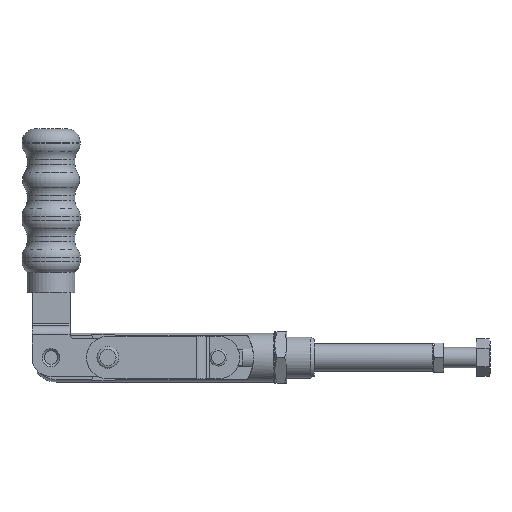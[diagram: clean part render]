
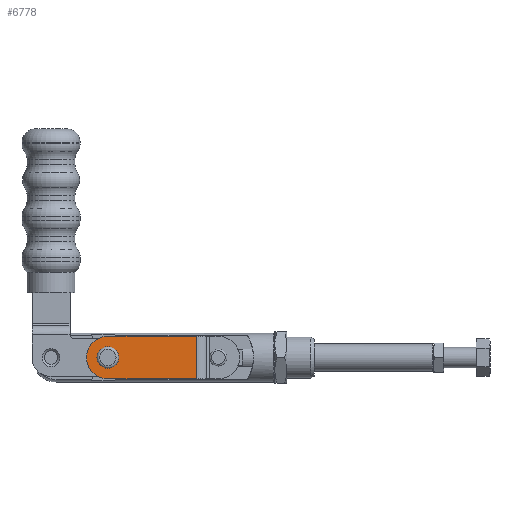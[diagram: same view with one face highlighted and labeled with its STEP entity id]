
A CAD part, top view. The second image highlights one B-rep face of the part: STEP entity #6778.
In plain terms, the highlighted planar face has unit normal (0, 0, 1).
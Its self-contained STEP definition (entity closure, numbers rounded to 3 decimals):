
#1258=CIRCLE('',#7563,5.025);
#1264=CIRCLE('',#7572,12.5);
#1944=VERTEX_POINT('',#10720);
#1948=VERTEX_POINT('',#10730);
#1951=VERTEX_POINT('',#10735);
#1952=VERTEX_POINT('',#10739);
#1953=VERTEX_POINT('',#10741);
#2262=LINE('',#10736,#7897);
#2263=LINE('',#10738,#7898);
#2264=LINE('',#10742,#7899);
#3162=EDGE_CURVE('',#1944,#1944,#1258,.T.);
#3169=EDGE_CURVE('',#1951,#1948,#2262,.T.);
#3170=EDGE_CURVE('',#1951,#1952,#2263,.T.);
#3171=EDGE_CURVE('',#1952,#1953,#1264,.T.);
#3172=EDGE_CURVE('',#1953,#1948,#2264,.T.);
#4977=ORIENTED_EDGE('',*,*,#3162,.T.);
#4978=ORIENTED_EDGE('',*,*,#3169,.F.);
#4979=ORIENTED_EDGE('',*,*,#3170,.T.);
#4980=ORIENTED_EDGE('',*,*,#3171,.T.);
#4981=ORIENTED_EDGE('',*,*,#3172,.T.);
#5666=EDGE_LOOP('',(#4977));
#5667=EDGE_LOOP('',(#4978,#4979,#4980,#4981));
#6314=FACE_BOUND('',#5666,.T.);
#6315=FACE_BOUND('',#5667,.T.);
#6778=ADVANCED_FACE('',(#6314,#6315),#8081,.F.);
#7563=AXIS2_PLACEMENT_3D('',#10719,#12322,#12323);
#7571=AXIS2_PLACEMENT_3D('',#10737,#12340,$);
#7572=AXIS2_PLACEMENT_3D('',#10740,#12342,#12343);
#7897=VECTOR('',#12339,1.);
#7898=VECTOR('',#12341,1.);
#7899=VECTOR('',#12344,1.);
#8081=PLANE('',#7571);
#10719=CARTESIAN_POINT('',(271.24,245.537,15.375));
#10720=CARTESIAN_POINT('',(276.265,245.537,15.375));
#10730=CARTESIAN_POINT('',(323.261,233.037,15.375));
#10735=CARTESIAN_POINT('',(323.261,258.037,15.375));
#10736=CARTESIAN_POINT('',(323.261,258.037,15.375));
#10737=CARTESIAN_POINT('',(303.565,245.537,15.375));
#10738=CARTESIAN_POINT('',(303.565,258.037,15.375));
#10739=CARTESIAN_POINT('',(271.24,258.037,15.375));
#10740=CARTESIAN_POINT('',(271.24,245.537,15.375));
#10741=CARTESIAN_POINT('',(271.24,233.037,15.375));
#10742=CARTESIAN_POINT('',(303.565,233.037,15.375));
#12322=DIRECTION('',(0.,0.,-1.));
#12323=DIRECTION('',(-5.025,0.,0.));
#12339=DIRECTION('',(0.,-1.,0.));
#12340=DIRECTION('',(0.,0.,-1.));
#12341=DIRECTION('',(-1.,0.,0.));
#12342=DIRECTION('',(0.,0.,1.));
#12343=DIRECTION('',(12.5,0.,0.));
#12344=DIRECTION('',(1.,0.,0.));
